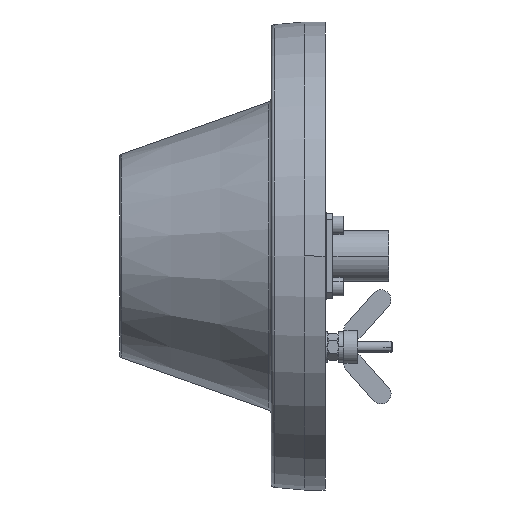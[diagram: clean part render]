
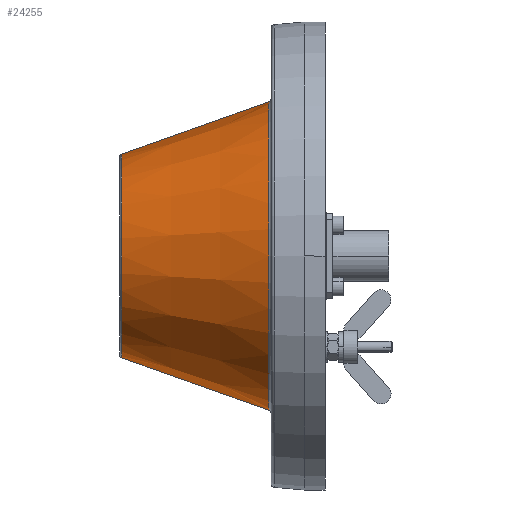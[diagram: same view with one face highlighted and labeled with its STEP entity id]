
A CAD part, left-side view. The second image highlights one B-rep face of the part: STEP entity #24255.
In plain terms, the highlighted conical face has half-angle 19.573 degrees and reference radius 30 mm.
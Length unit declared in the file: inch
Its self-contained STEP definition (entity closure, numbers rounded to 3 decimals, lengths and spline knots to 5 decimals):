
#425 = VERTEX_POINT ( 'NONE', #24458 ) ;
#489 = DIRECTION ( 'NONE',  ( 0., 0., -1. ) ) ;
#498 = DIRECTION ( 'NONE',  ( 0., -0.335, -0.942 ) ) ;
#645 = LINE ( 'NONE', #18174, #3854 ) ;
#922 = DIRECTION ( 'NONE',  ( 0., 1., 0. ) ) ;
#2547 = LINE ( 'NONE', #24557, #19394 ) ;
#2574 = CARTESIAN_POINT ( 'NONE',  ( 0., -1.80171, 0.41988 ) ) ;
#2677 = CARTESIAN_POINT ( 'NONE',  ( 0., -1.19041, 2.13917 ) ) ;
#2776 = ORIENTED_EDGE ( 'NONE', *, *, #6329, .F. ) ;
#3184 = VERTEX_POINT ( 'NONE', #2574 ) ;
#3854 = VECTOR ( 'NONE', #498, 39.37008 ) ;
#3982 = EDGE_CURVE ( 'NONE', #7558, #21751, #10479, .T. ) ;
#4618 = AXIS2_PLACEMENT_3D ( 'NONE', #7405, #15247, #15379 ) ;
#6202 = EDGE_LOOP ( 'NONE', ( #2776, #12098, #19947, #11669 ) ) ;
#6329 = EDGE_CURVE ( 'NONE', #7558, #3184, #645, .T. ) ;
#7405 = CARTESIAN_POINT ( 'NONE',  ( 0., 0., 2.16535 ) ) ;
#7558 = VERTEX_POINT ( 'NONE', #2677 ) ;
#8413 = DIRECTION ( 'NONE',  ( 0., -1., 0. ) ) ;
#9494 = CARTESIAN_POINT ( 'NONE',  ( 0., 1.19041, 2.13917 ) ) ;
#9725 = FACE_OUTER_BOUND ( 'NONE', #6202, .T. ) ;
#10479 = CIRCLE ( 'NONE', #12517, 1.19041 ) ;
#10623 = EDGE_CURVE ( 'NONE', #21751, #425, #2547, .T. ) ;
#11185 = CARTESIAN_POINT ( 'NONE',  ( 0., 0., 0.41988 ) ) ;
#11669 = ORIENTED_EDGE ( 'NONE', *, *, #16660, .T. ) ;
#12098 = ORIENTED_EDGE ( 'NONE', *, *, #3982, .T. ) ;
#12165 = CIRCLE ( 'NONE', #17554, 1.80171 ) ;
#12517 = AXIS2_PLACEMENT_3D ( 'NONE', #18165, #489, #8413 ) ;
#15247 = DIRECTION ( 'NONE',  ( 0., 0., -1. ) ) ;
#15379 = DIRECTION ( 'NONE',  ( 0., 1., 0. ) ) ;
#16660 = EDGE_CURVE ( 'NONE', #425, #3184, #12165, .T. ) ;
#17554 = AXIS2_PLACEMENT_3D ( 'NONE', #11185, #18882, #922 ) ;
#18165 = CARTESIAN_POINT ( 'NONE',  ( 0., 0., 2.13917 ) ) ;
#18174 = CARTESIAN_POINT ( 'NONE',  ( 0., -1.1811, 2.16535 ) ) ;
#18652 = CONICAL_SURFACE ( 'NONE', #4618, 1.1811, 0.342 ) ;
#18882 = DIRECTION ( 'NONE',  ( 0., 0., 1. ) ) ;
#19394 = VECTOR ( 'NONE', #20246, 39.37008 ) ;
#19947 = ORIENTED_EDGE ( 'NONE', *, *, #10623, .T. ) ;
#20246 = DIRECTION ( 'NONE',  ( 0., 0.335, -0.942 ) ) ;
#21751 = VERTEX_POINT ( 'NONE', #9494 ) ;
#24255 = ADVANCED_FACE ( 'NONE', ( #9725 ), #18652, .T. ) ;
#24458 = CARTESIAN_POINT ( 'NONE',  ( 0., 1.80171, 0.41988 ) ) ;
#24557 = CARTESIAN_POINT ( 'NONE',  ( 0., 1.1811, 2.16535 ) ) ;
